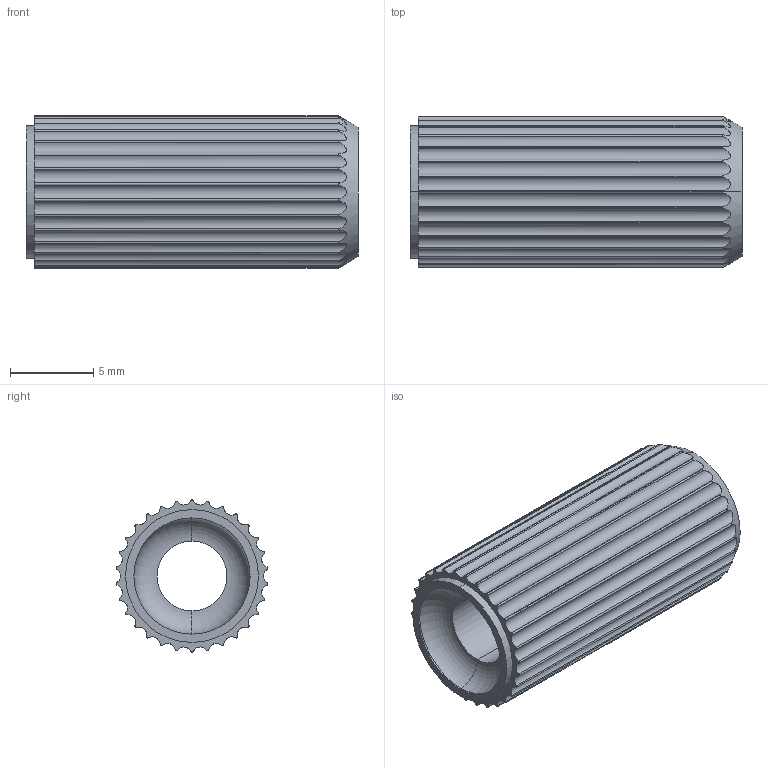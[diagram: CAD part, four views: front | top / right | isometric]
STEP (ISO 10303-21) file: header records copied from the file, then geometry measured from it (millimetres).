
FILE_DESCRIPTION (( 'STEP AP214' ), '1' );
FILE_NAME ('Zeroing Lever Knob.STEP', '2025-07-06T08:34:24', ( '' ), ( '' ), 'SwSTEP 2.0', 'SolidWorks 2025', '' );
FILE_SCHEMA (( 'AUTOMOTIVE_DESIGN' ));
Length unit declared in the file: millimetre
Products named in the file (1): Zeroing Lever Knob
Bounding box: 20 x 9.15 x 9.2 mm (x, y, z)
Volume: 866.4 mm3; surface area: 1044.6 mm2
Topology: 1 solids, 1 shells, 100 faces, 280 edges, 185 vertices
Faces by surface type: cylinder 91, plane 5, cone 2, torus 2
Entity records: 4381 total; most frequent: CARTESIAN_POINT 1824, ORIENTED_EDGE 560, DIRECTION 505, EDGE_CURVE 280, AXIS2_PLACEMENT_3D 206, VERTEX_POINT 185, CIRCLE 105, EDGE_LOOP 105
